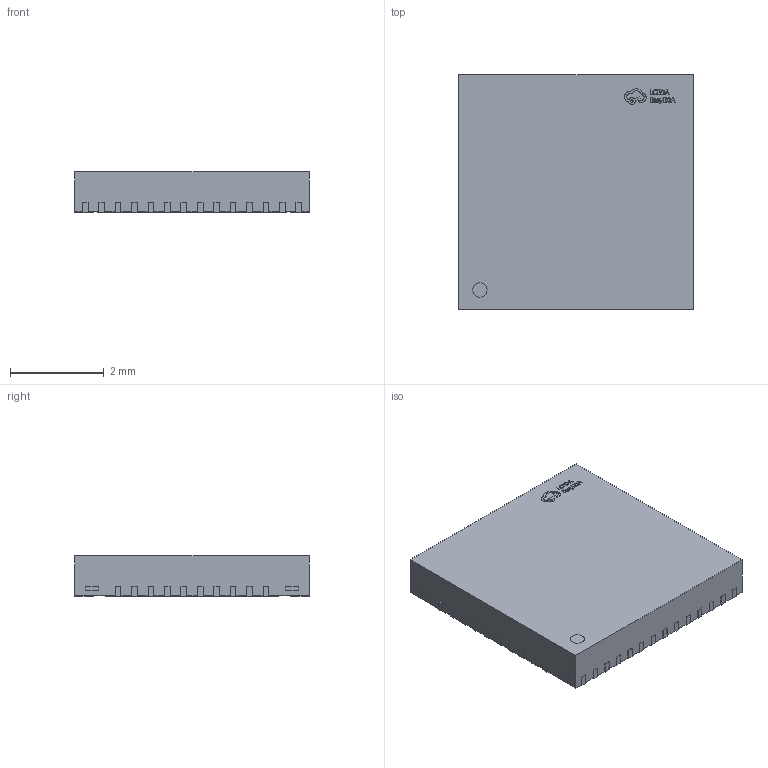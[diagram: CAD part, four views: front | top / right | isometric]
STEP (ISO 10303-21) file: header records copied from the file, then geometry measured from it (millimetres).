
FILE_DESCRIPTION (( 'STEP AP214' ), '1' );
FILE_NAME ('QFN-48_L5.0-W5.0-H0.9-P0.35-BL-EP3.7.step', '2022-07-15T03:28:46', ( '' ), ( '' ), 'SwSTEP 2.0', 'SolidWorks 2020', '' );
FILE_SCHEMA (( 'AUTOMOTIVE_DESIGN' ));
Length unit declared in the file: millimetre
Products named in the file (1): QFN-48_L5.0-W5.0-H0.9-P0.35-BL-EP3.7
Bounding box: 5.02 x 5.02 x 0.86 mm (x, y, z)
Volume: 21.4 mm3; surface area: 68.2 mm2
Topology: 14 solids, 14 shells, 1000 faces, 2877 edges, 1918 vertices
Faces by surface type: plane 691, cylinder 197, bspline 112
Entity records: 44942 total; most frequent: CARTESIAN_POINT 7900, ORIENTED_EDGE 5754, DIRECTION 4821, EDGE_CURVE 2877, VECTOR 2255, LINE 2255, VERTEX_POINT 1918, AXIS2_PLACEMENT_3D 1283
